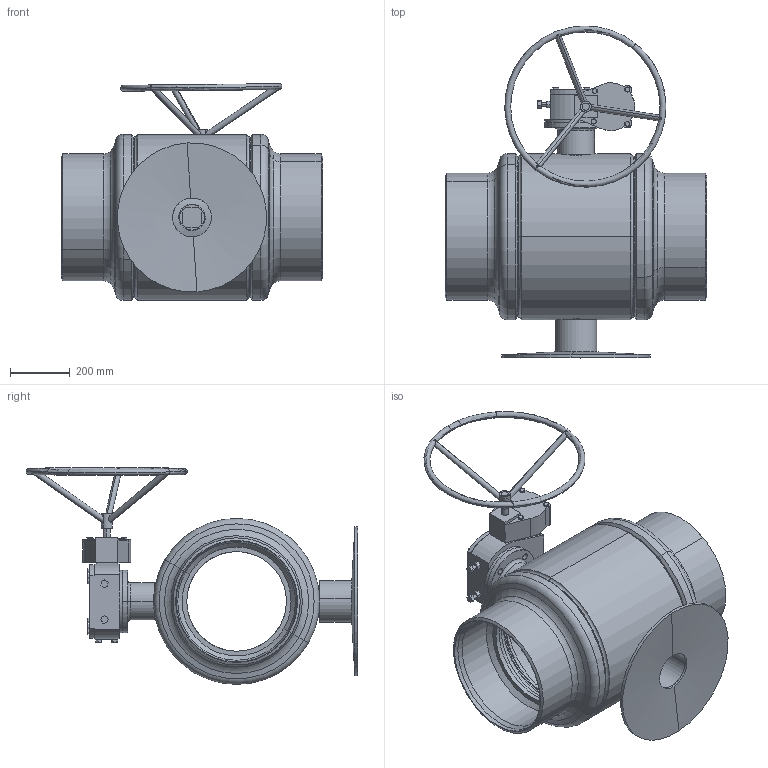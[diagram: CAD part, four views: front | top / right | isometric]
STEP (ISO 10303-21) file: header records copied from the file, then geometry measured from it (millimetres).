
FILE_DESCRIPTION (( 'STEP AP214' ), '1' );
FILE_NAME ('DN400涡轮球阀PN25.STEP', '2023-10-08T07:23:31', ( '' ), ( '' ), 'SwSTEP 2.0', 'SolidWorks 2019', '' );
FILE_SCHEMA (( 'AUTOMOTIVE_DESIGN' ));
Length unit declared in the file: millimetre
Products named in the file (10): 400晚概极; DN400恦謫⑩概PN25; 瑩; 400盓殤埴攫; 忒謫350; DN400-概极趼极; 400埴攫盓殤奪; 粣杶蜊傻350; 恘謫350; 概裝 蜊傻
Assembly tree (10 placements, depth 2):
  DN400恦謫⑩概PN25
    DN400-概极趼极
    概裝 蜊傻
    粣杶蜊傻350
    400晚概极  x2
    400埴攫盓殤奪
    400盓殤埴攫
    瑩
    恘謫350
    忒謫350
Bounding box: 875 x 1110.94 x 726.22 mm (x, y, z)
Volume: 47813293.3 mm3; surface area: 4431502.7 mm2
Topology: 20 solids, 24 shells, 782 faces, 1710 edges, 1083 vertices
Faces by surface type: plane 320, cylinder 296, cone 140, torus 26
Entity records: 21474 total; most frequent: CARTESIAN_POINT 5214, DIRECTION 3239, ORIENTED_EDGE 2936, EDGE_CURVE 1468, AXIS2_PLACEMENT_3D 1284, VERTEX_POINT 931, EDGE_LOOP 775, LINE 671
